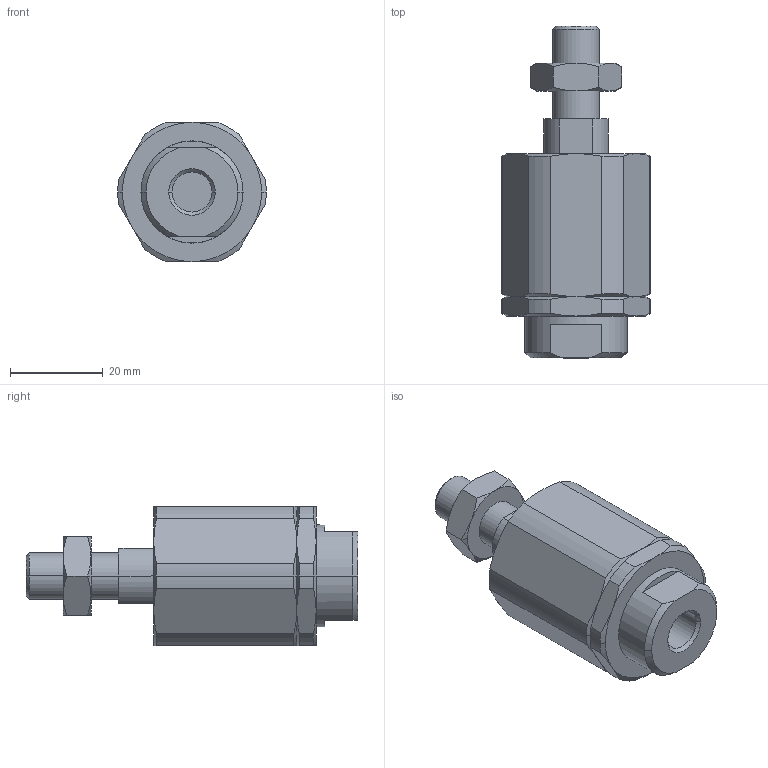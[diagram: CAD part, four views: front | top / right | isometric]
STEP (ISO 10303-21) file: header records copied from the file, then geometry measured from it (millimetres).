
FILE_DESCRIPTION(( 'NW032.stp' ), '1');
FILE_NAME( 'NW032.stp', '2019-03-21T16:24:51',( 'Sopra'),('sopra-pneumatic.com'), 'SwSTEP 2.0','SolidWorks 2009','' );
FILE_SCHEMA(('CONFIG_CONTROL_DESIGN'));
Length unit declared in the file: millimetre
Products named in the file (1): 1
Bounding box: 32 x 71.5 x 30 mm (x, y, z)
Volume: 31625.3 mm3; surface area: 9945 mm2
Topology: 3 solids, 3 shells, 126 faces, 286 edges, 166 vertices
Faces by surface type: cone 60, plane 34, cylinder 28, sphere 4
Entity records: 3584 total; most frequent: CARTESIAN_POINT 873, DIRECTION 586, ORIENTED_EDGE 564, EDGE_CURVE 282, AXIS2_PLACEMENT_3D 251, VERTEX_POINT 166, EDGE_LOOP 132, ADVANCED_FACE 126
